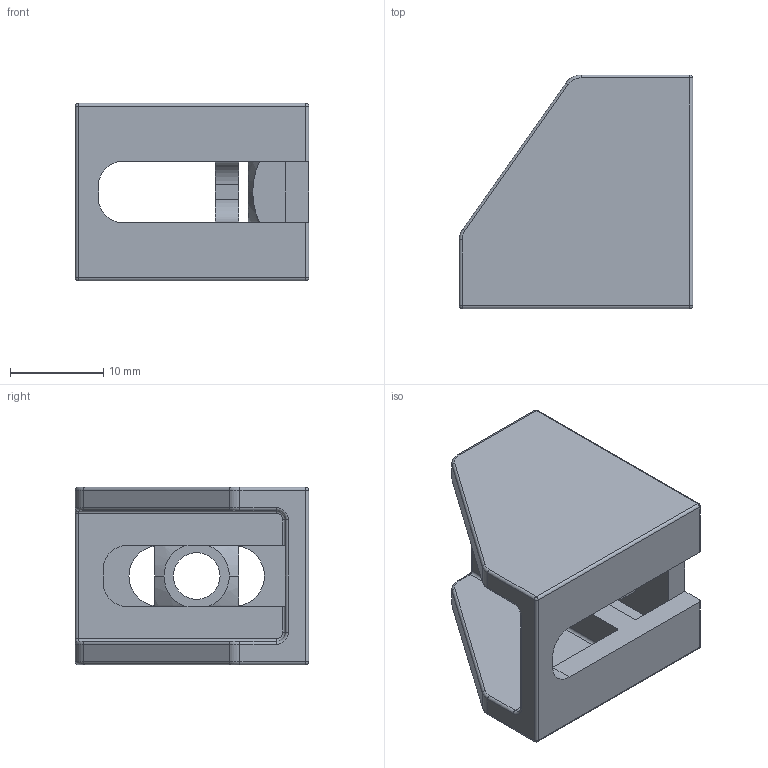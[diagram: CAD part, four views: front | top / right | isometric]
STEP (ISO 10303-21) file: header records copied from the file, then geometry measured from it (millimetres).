
FILE_DESCRIPTION (( 'STEP AP203' ), '1' );
FILE_NAME ('084.510.001.STEP', '2013-01-28T10:43:24', ( 'Alusic' ), ( 'Alusic' ), 'SwSTEP 2.0', 'SolidWorks 2011', '' );
FILE_SCHEMA (( 'CONFIG_CONTROL_DESIGN' ));
Length unit declared in the file: millimetre
Products named in the file (1): 084.510.001
Bounding box: 25 x 25 x 19 mm (x, y, z)
Volume: 4393.9 mm3; surface area: 4140.3 mm2
Topology: 2 solids, 2 shells, 103 faces, 254 edges, 148 vertices
Faces by surface type: cylinder 48, plane 33, torus 14, sphere 8
Entity records: 3069 total; most frequent: DIRECTION 564, CARTESIAN_POINT 512, ORIENTED_EDGE 496, EDGE_CURVE 248, AXIS2_PLACEMENT_3D 216, VERTEX_POINT 148, VECTOR 132, LINE 132
